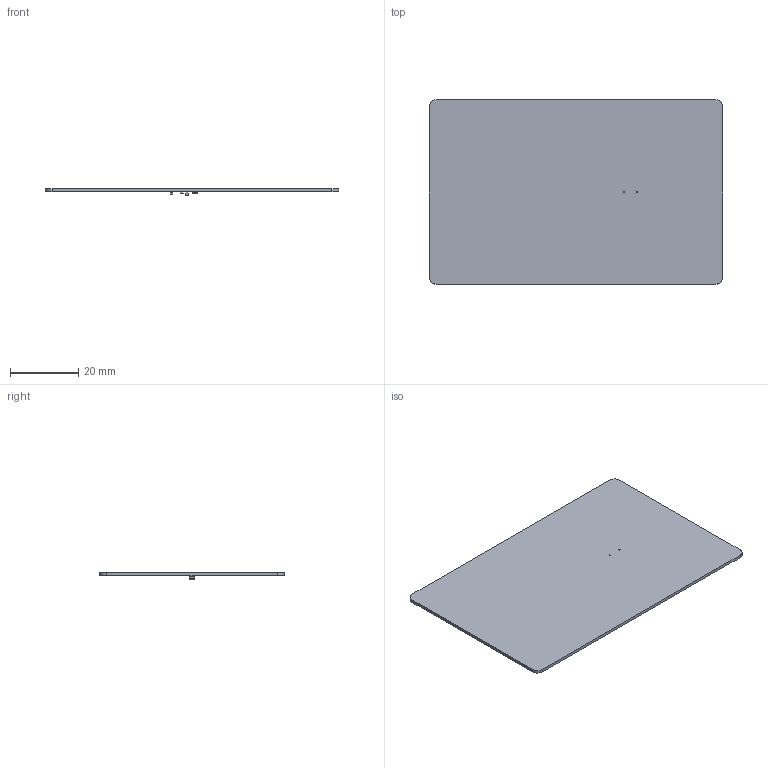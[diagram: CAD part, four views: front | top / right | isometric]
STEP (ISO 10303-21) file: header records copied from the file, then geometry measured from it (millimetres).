
FILE_DESCRIPTION(('Open CASCADE Model'),'2;1');
FILE_NAME('Open CASCADE Shape Model','2024-02-17T00:41:17',('Author'),( 'Open CASCADE'),'Open CASCADE STEP processor 7.5','Open CASCADE 7.5' ,'Unknown');
FILE_SCHEMA(('AUTOMOTIVE_DESIGN { 1 0 10303 214 1 1 1 1 }'));
Length unit declared in the file: millimetre
Products named in the file (18): PCB; Board; Open CASCADE STEP translator 7.5 1.1.1; U1; NT3H2111W0FHKH; R1; CRCW060310R5FKEC; D1; Diode_Wurth_150060GS75000_eec; C1; Cap_Taiyo_Yuden_AMK107BBJ476MA-RE_eec; 1; 2; TAYO YUDEN
Assembly tree (17 placements, depth 4):
  PCB
    Board
      Open CASCADE STEP translator 7.5 1.1.1
    U1
      NT3H2111W0FHKH
    R1
      CRCW060310R5FKEC
    D1
      Diode_Wurth_150060GS75000_eec
      Diode_Wurth_150060GS75000_eec
      Diode_Wurth_150060GS75000_eec
      Diode_Wurth_150060GS75000_eec
      Diode_Wurth_150060GS75000_eec
    C1
      Cap_Taiyo_Yuden_AMK107BBJ476MA-RE_eec
        1
        2
        TAYO YUDEN
Bounding box: 86 x 54 x 1.89 mm (x, y, z)
Volume: 4140.5 mm3; surface area: 9574.4 mm2
Topology: 32 solids, 32 shells, 479 faces, 1232 edges, 804 vertices
Faces by surface type: plane 397, cylinder 40, bspline 30, sphere 12
Full cylindrical faces by diameter (mm): 0.3 x2
Entity records: 16198 total; most frequent: CARTESIAN_POINT 2919, ORIENTED_EDGE 2456, DIRECTION 2182, EDGE_CURVE 1228, LINE 1088, VECTOR 1088, VERTEX_POINT 804, AXIS2_PLACEMENT_3D 547
